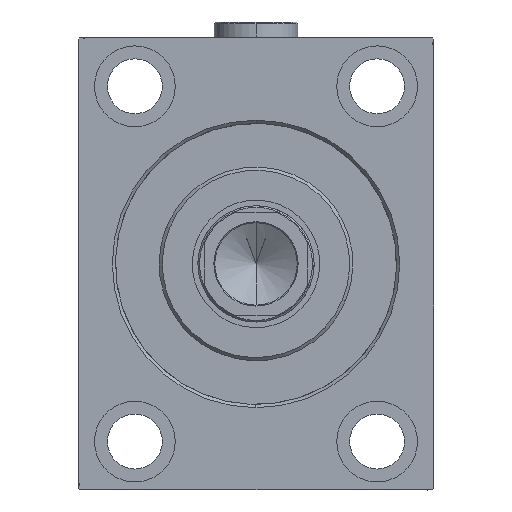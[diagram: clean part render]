
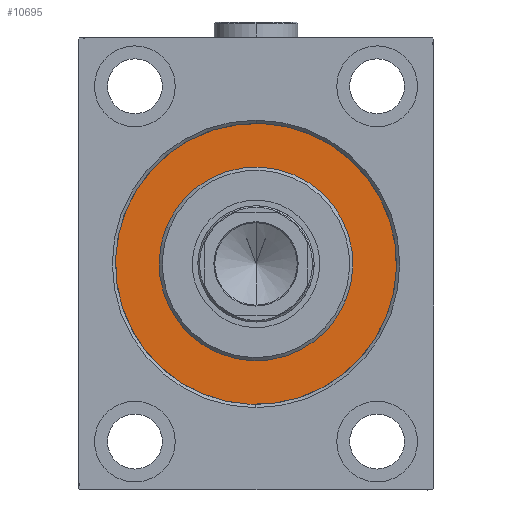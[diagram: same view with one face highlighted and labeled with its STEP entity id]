
A CAD part, left-side view. The second image highlights one B-rep face of the part: STEP entity #10695.
In plain terms, the highlighted face is planar.
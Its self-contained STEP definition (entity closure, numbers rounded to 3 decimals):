
#925 = EDGE_CURVE ( 'NONE', #40667, #1664, #14842, .T. ) ;
#1664 = VERTEX_POINT ( 'NONE', #44803 ) ;
#2697 = AXIS2_PLACEMENT_3D ( 'NONE', #12576, #29694, #8930 ) ;
#3780 = CARTESIAN_POINT ( 'NONE',  ( 0., 0., 0. ) ) ;
#3875 = CARTESIAN_POINT ( 'NONE',  ( 0., 0., 0. ) ) ;
#5527 = EDGE_CURVE ( 'NONE', #7592, #26245, #44093, .T. ) ;
#5737 = ORIENTED_EDGE ( 'NONE', *, *, #5527, .F. ) ;
#6917 = AXIS2_PLACEMENT_3D ( 'NONE', #3875, #7532, #31281 ) ;
#7015 = CIRCLE ( 'NONE', #15755, 43.5 ) ;
#7532 = DIRECTION ( 'NONE',  ( 1., 0., 0. ) ) ;
#7592 = VERTEX_POINT ( 'NONE', #38765 ) ;
#8249 = EDGE_CURVE ( 'NONE', #1664, #40667, #7015, .T. ) ;
#8930 = DIRECTION ( 'NONE',  ( 0., 0., 1. ) ) ;
#9224 = ORIENTED_EDGE ( 'NONE', *, *, #22865, .F. ) ;
#9283 = ORIENTED_EDGE ( 'NONE', *, *, #8249, .F. ) ;
#10695 = ADVANCED_FACE ( 'NONE', ( #36535, #36989 ), #40190, .F. ) ;
#12576 = CARTESIAN_POINT ( 'NONE',  ( 0., 0., 0. ) ) ;
#13540 = DIRECTION ( 'NONE',  ( 0., 0., 1. ) ) ;
#13842 = DIRECTION ( 'NONE',  ( 0., 0., 1. ) ) ;
#13985 = DIRECTION ( 'NONE',  ( -1., 0., 0. ) ) ;
#14205 = CARTESIAN_POINT ( 'NONE',  ( 0., 0., 0. ) ) ;
#14842 = CIRCLE ( 'NONE', #42526, 43.5 ) ;
#15317 = CIRCLE ( 'NONE', #33543, 30. ) ;
#15755 = AXIS2_PLACEMENT_3D ( 'NONE', #3780, #21145, #13842 ) ;
#21145 = DIRECTION ( 'NONE',  ( -1., 0., 0. ) ) ;
#21300 = EDGE_LOOP ( 'NONE', ( #9283, #44813 ) ) ;
#22865 = EDGE_CURVE ( 'NONE', #26245, #7592, #15317, .T. ) ;
#26245 = VERTEX_POINT ( 'NONE', #26372 ) ;
#26372 = CARTESIAN_POINT ( 'NONE',  ( 0., 0., -30. ) ) ;
#28786 = DIRECTION ( 'NONE',  ( 1., 0., 0. ) ) ;
#29694 = DIRECTION ( 'NONE',  ( -1., 0., 0. ) ) ;
#31281 = DIRECTION ( 'NONE',  ( 0., 0., -1. ) ) ;
#32888 = CARTESIAN_POINT ( 'NONE',  ( 0., 0., 0. ) ) ;
#33543 = AXIS2_PLACEMENT_3D ( 'NONE', #32888, #28786, #42913 ) ;
#34032 = CARTESIAN_POINT ( 'NONE',  ( 0., 0., 43.5 ) ) ;
#36535 = FACE_BOUND ( 'NONE', #44852, .T. ) ;
#36989 = FACE_OUTER_BOUND ( 'NONE', #21300, .T. ) ;
#38765 = CARTESIAN_POINT ( 'NONE',  ( 0., 0., 30. ) ) ;
#40190 = PLANE ( 'NONE',  #2697 ) ;
#40667 = VERTEX_POINT ( 'NONE', #34032 ) ;
#42526 = AXIS2_PLACEMENT_3D ( 'NONE', #14205, #13985, #13540 ) ;
#42913 = DIRECTION ( 'NONE',  ( 0., 0., -1. ) ) ;
#44093 = CIRCLE ( 'NONE', #6917, 30. ) ;
#44803 = CARTESIAN_POINT ( 'NONE',  ( 0., 0., -43.5 ) ) ;
#44813 = ORIENTED_EDGE ( 'NONE', *, *, #925, .F. ) ;
#44852 = EDGE_LOOP ( 'NONE', ( #5737, #9224 ) ) ;
